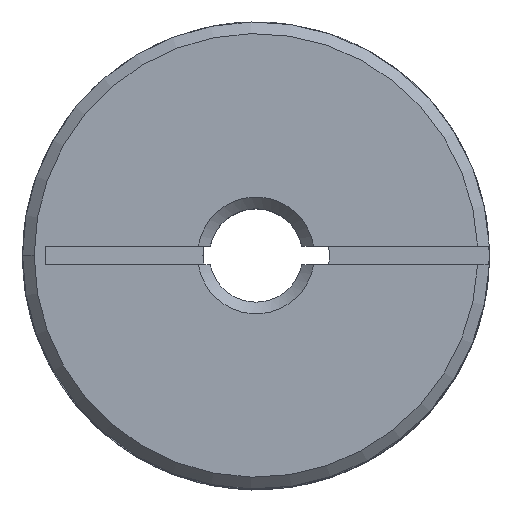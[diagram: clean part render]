
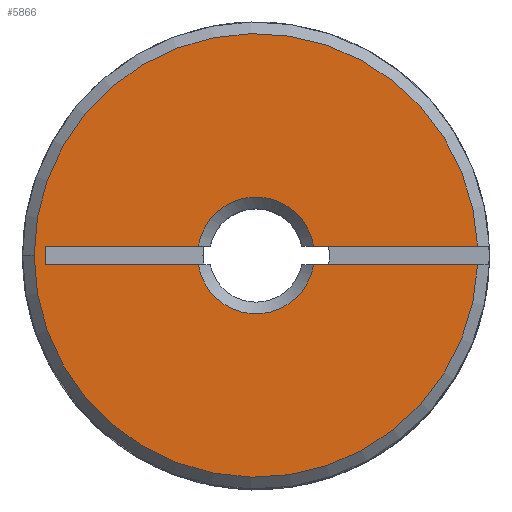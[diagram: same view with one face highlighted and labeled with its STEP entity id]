
A CAD part, top view. The second image highlights one B-rep face of the part: STEP entity #5866.
In plain terms, the highlighted planar face has unit normal (0, 0, 1).
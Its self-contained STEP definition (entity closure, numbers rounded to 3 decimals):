
#14 = CARTESIAN_POINT ( 'NONE',  ( -2.468, 0.4, 28. ) ) ;
#16 = EDGE_CURVE ( 'NONE', #4487, #2512, #8878, .T. ) ;
#47 = DIRECTION ( 'NONE',  ( 1., 0., 0. ) ) ;
#156 = FACE_OUTER_BOUND ( 'NONE', #8370, .T. ) ;
#242 = CARTESIAN_POINT ( 'NONE',  ( 9.492, -0.4, 28. ) ) ;
#249 = CARTESIAN_POINT ( 'NONE',  ( 0., 0., 28. ) ) ;
#284 = VERTEX_POINT ( 'NONE', #14 ) ;
#519 = DIRECTION ( 'NONE',  ( 0., 0., 1. ) ) ;
#740 = ORIENTED_EDGE ( 'NONE', *, *, #16, .T. ) ;
#850 = VERTEX_POINT ( 'NONE', #8759 ) ;
#899 = DIRECTION ( 'NONE',  ( 1., 0., 0. ) ) ;
#1142 = AXIS2_PLACEMENT_3D ( 'NONE', #5100, #519, #5869 ) ;
#1175 = LINE ( 'NONE', #4781, #9071 ) ;
#1225 = EDGE_CURVE ( 'NONE', #4487, #7467, #9194, .T. ) ;
#1439 = EDGE_CURVE ( 'NONE', #850, #3023, #6909, .T. ) ;
#1761 = PLANE ( 'NONE',  #7598 ) ;
#2057 = VECTOR ( 'NONE', #5710, 1000. ) ;
#2088 = ORIENTED_EDGE ( 'NONE', *, *, #8146, .T. ) ;
#2424 = CIRCLE ( 'NONE', #1142, 9.5 ) ;
#2512 = VERTEX_POINT ( 'NONE', #5851 ) ;
#2527 = DIRECTION ( 'NONE',  ( 0., 0., 1. ) ) ;
#2558 = DIRECTION ( 'NONE',  ( 1., 0., 0. ) ) ;
#2618 = EDGE_CURVE ( 'NONE', #850, #4356, #4060, .T. ) ;
#2669 = ORIENTED_EDGE ( 'NONE', *, *, #1439, .T. ) ;
#2986 = LINE ( 'NONE', #7374, #5254 ) ;
#3023 = VERTEX_POINT ( 'NONE', #9660 ) ;
#3202 = VECTOR ( 'NONE', #5226, 1000. ) ;
#3620 = CARTESIAN_POINT ( 'NONE',  ( -9., -0.4, 28. ) ) ;
#4060 = LINE ( 'NONE', #8728, #2057 ) ;
#4078 = VERTEX_POINT ( 'NONE', #6074 ) ;
#4332 = CARTESIAN_POINT ( 'NONE',  ( 0., 0., 28. ) ) ;
#4356 = VERTEX_POINT ( 'NONE', #5591 ) ;
#4487 = VERTEX_POINT ( 'NONE', #4687 ) ;
#4618 = DIRECTION ( 'NONE',  ( 0., 0., -1. ) ) ;
#4687 = CARTESIAN_POINT ( 'NONE',  ( 2.468, -0.4, 28. ) ) ;
#4724 = CARTESIAN_POINT ( 'NONE',  ( 0., 0., 28. ) ) ;
#4781 = CARTESIAN_POINT ( 'NONE',  ( -9., 0.4, 28. ) ) ;
#4816 = DIRECTION ( 'NONE',  ( 0., 0., -1. ) ) ;
#5037 = AXIS2_PLACEMENT_3D ( 'NONE', #249, #4816, #2558 ) ;
#5100 = CARTESIAN_POINT ( 'NONE',  ( 0., 0., 28. ) ) ;
#5113 = DIRECTION ( 'NONE',  ( 1., 0., 0. ) ) ;
#5226 = DIRECTION ( 'NONE',  ( -1., 0., 0. ) ) ;
#5254 = VECTOR ( 'NONE', #8137, 1000. ) ;
#5378 = VECTOR ( 'NONE', #899, 1000. ) ;
#5399 = ORIENTED_EDGE ( 'NONE', *, *, #8329, .F. ) ;
#5478 = AXIS2_PLACEMENT_3D ( 'NONE', #9192, #4618, #47 ) ;
#5582 = EDGE_CURVE ( 'NONE', #3023, #7467, #2424, .T. ) ;
#5591 = CARTESIAN_POINT ( 'NONE',  ( 2.468, 0.4, 28. ) ) ;
#5687 = AXIS2_PLACEMENT_3D ( 'NONE', #4332, #9686, #5113 ) ;
#5710 = DIRECTION ( 'NONE',  ( -1., 0., 0. ) ) ;
#5851 = CARTESIAN_POINT ( 'NONE',  ( -2.468, -0.4, 28. ) ) ;
#5866 = ADVANCED_FACE ( 'NONE', ( #156 ), #1761, .T. ) ;
#5869 = DIRECTION ( 'NONE',  ( 1., 0., 0. ) ) ;
#5978 = ORIENTED_EDGE ( 'NONE', *, *, #8692, .F. ) ;
#6074 = CARTESIAN_POINT ( 'NONE',  ( -9., 0.4, 28. ) ) ;
#6234 = CARTESIAN_POINT ( 'NONE',  ( -9., -0.4, 28. ) ) ;
#6712 = CARTESIAN_POINT ( 'NONE',  ( -9., 0.4, 28. ) ) ;
#6835 = VERTEX_POINT ( 'NONE', #3620 ) ;
#6909 = CIRCLE ( 'NONE', #5687, 9.5 ) ;
#7374 = CARTESIAN_POINT ( 'NONE',  ( -9., -0.4, 28. ) ) ;
#7410 = ORIENTED_EDGE ( 'NONE', *, *, #8497, .F. ) ;
#7467 = VERTEX_POINT ( 'NONE', #242 ) ;
#7598 = AXIS2_PLACEMENT_3D ( 'NONE', #4724, #2527, #7868 ) ;
#7868 = DIRECTION ( 'NONE',  ( 1., 0., 0. ) ) ;
#8021 = ORIENTED_EDGE ( 'NONE', *, *, #2618, .F. ) ;
#8137 = DIRECTION ( 'NONE',  ( 1., 0., 0. ) ) ;
#8146 = EDGE_CURVE ( 'NONE', #284, #4356, #8232, .T. ) ;
#8232 = CIRCLE ( 'NONE', #5478, 2.5 ) ;
#8329 = EDGE_CURVE ( 'NONE', #284, #4078, #9287, .T. ) ;
#8370 = EDGE_LOOP ( 'NONE', ( #8021, #2669, #9481, #8750, #740, #5978, #7410, #5399, #2088 ) ) ;
#8497 = EDGE_CURVE ( 'NONE', #4078, #6835, #1175, .T. ) ;
#8680 = DIRECTION ( 'NONE',  ( 0., -1., 0. ) ) ;
#8692 = EDGE_CURVE ( 'NONE', #6835, #2512, #2986, .T. ) ;
#8728 = CARTESIAN_POINT ( 'NONE',  ( -9., 0.4, 28. ) ) ;
#8750 = ORIENTED_EDGE ( 'NONE', *, *, #1225, .F. ) ;
#8759 = CARTESIAN_POINT ( 'NONE',  ( 9.492, 0.4, 28. ) ) ;
#8878 = CIRCLE ( 'NONE', #5037, 2.5 ) ;
#9071 = VECTOR ( 'NONE', #8680, 1000. ) ;
#9192 = CARTESIAN_POINT ( 'NONE',  ( 0., 0., 28. ) ) ;
#9194 = LINE ( 'NONE', #6234, #5378 ) ;
#9287 = LINE ( 'NONE', #6712, #3202 ) ;
#9481 = ORIENTED_EDGE ( 'NONE', *, *, #5582, .T. ) ;
#9660 = CARTESIAN_POINT ( 'NONE',  ( -9.5, 0., 28. ) ) ;
#9686 = DIRECTION ( 'NONE',  ( 0., 0., 1. ) ) ;
